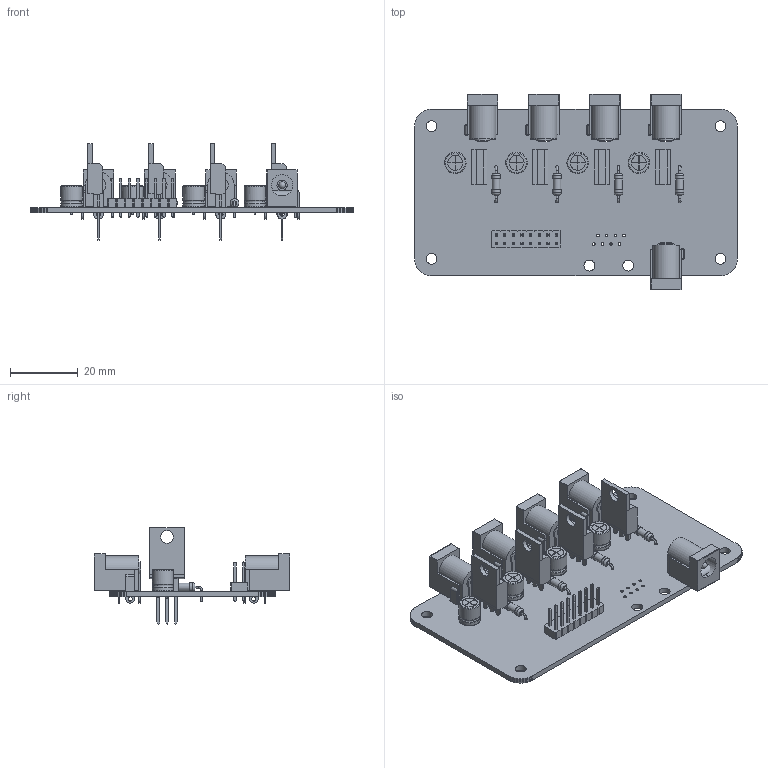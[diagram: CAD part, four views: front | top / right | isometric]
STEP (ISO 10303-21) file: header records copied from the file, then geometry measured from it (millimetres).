
FILE_DESCRIPTION(('KiCad electronic assembly'),'2;1');
FILE_NAME('SG12_Scoring_Extension_Breakout.step','2023-09-17T19:49:21',( 'Pcbnew'),('Kicad'),'Open CASCADE STEP processor 7.5', 'KiCad to STEP converter','Unknown');
FILE_SCHEMA(('AUTOMOTIVE_DESIGN { 1 0 10303 214 1 1 1 1 }'));
Length unit declared in the file: millimetre
Products named in the file (12): SG12_Scoring_Extension_Breakout 1; CP_Radial_D6.3mm_P2.50mm; SOLID; PinHeader_2x08_P2.54mm_Vertical; R_Axial_DIN0207_L6.3mm_D2.5mm_P10.16mm_Horizontal; TO-220-3_Vertical; Sparkfun_BarrelJack_119-adaptation; COMPOUND; SG12_Scoring_Extension_Breakout PCB
Assembly tree (24 placements, depth 3):
  SG12_Scoring_Extension_Breakout 1
    CP_Radial_D6.3mm_P2.50mm  x4
      SOLID
    PinHeader_2x08_P2.54mm_Vertical
      SOLID
    R_Axial_DIN0207_L6.3mm_D2.5mm_P10.16mm_Horizontal  x4
      SOLID
    TO-220-3_Vertical  x4
      SOLID
    Sparkfun_BarrelJack_119-adaptation  x5
      COMPOUND
    SG12_Scoring_Extension_Breakout PCB
Bounding box: 95 x 57.6 x 28.52 mm (x, y, z)
Volume: 14854.6 mm3; surface area: 20047.7 mm2
Topology: 29 solids, 33 shells, 1655 faces, 4272 edges, 2738 vertices
Faces by surface type: plane 1257, cylinder 307, bspline 26, sphere 25, torus 24, revolution 16
Full cylindrical faces by diameter (mm): 0.5 x8, 0.6 x16, 0.76 x8, 0.8 x16, 1 x16, 1.1 x12, 2.25 x4, 2.5 x8, 3.2 x6, 3.735 x4
Entity records: 72079 total; most frequent: CARTESIAN_POINT 13149, DIRECTION 10279, LINE 7641, VECTOR 7641, ORIENTED_EDGE 5440, PCURVE 5440, DEFINITIONAL_REPRESENTATION 5440, EDGE_CURVE 2720
